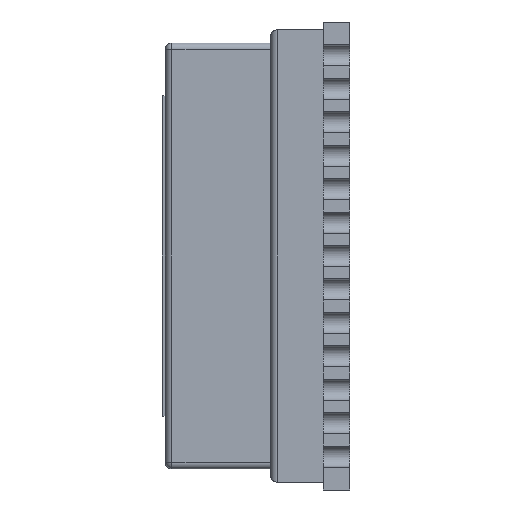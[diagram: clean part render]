
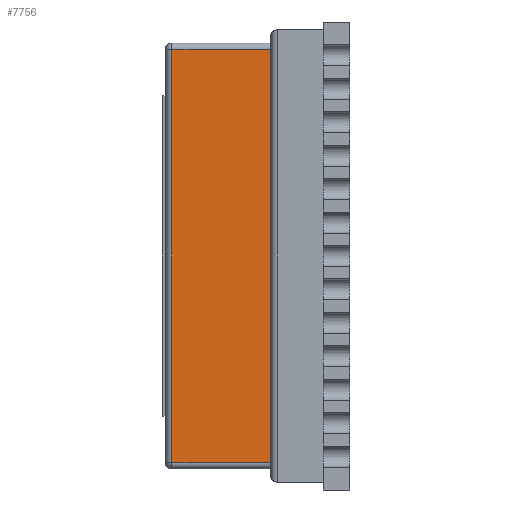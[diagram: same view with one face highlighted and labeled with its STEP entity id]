
A CAD part, left-side view. The second image highlights one B-rep face of the part: STEP entity #7756.
In plain terms, the highlighted planar face has unit normal (-1, 0, 0).
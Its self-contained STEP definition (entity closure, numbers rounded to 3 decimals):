
#698 = LINE ( 'NONE', #1507, #11600 ) ;
#1324 = CARTESIAN_POINT ( 'NONE',  ( -7.055, 3., -7.84 ) ) ;
#1507 = CARTESIAN_POINT ( 'NONE',  ( -7.055, 6.75, -8.09 ) ) ;
#1783 = VECTOR ( 'NONE', #12507, 1000. ) ;
#2784 = FACE_OUTER_BOUND ( 'NONE', #5698, .T. ) ;
#3295 = CARTESIAN_POINT ( 'NONE',  ( -7.055, 7., -8.09 ) ) ;
#3731 = EDGE_CURVE ( 'NONE', #7669, #4126, #698, .T. ) ;
#4126 = VERTEX_POINT ( 'NONE', #8866 ) ;
#4249 = VECTOR ( 'NONE', #12630, 1000. ) ;
#4438 = CARTESIAN_POINT ( 'NONE',  ( -7.055, 7., -7.84 ) ) ;
#4622 = EDGE_CURVE ( 'NONE', #11351, #9931, #12204, .T. ) ;
#5698 = EDGE_LOOP ( 'NONE', ( #9790, #8500, #11428, #6852 ) ) ;
#6365 = DIRECTION ( 'NONE',  ( 0., 0., -1. ) ) ;
#6428 = CARTESIAN_POINT ( 'NONE',  ( -7.055, 7., 7.84 ) ) ;
#6708 = CARTESIAN_POINT ( 'NONE',  ( -7.055, 3., 7.84 ) ) ;
#6852 = ORIENTED_EDGE ( 'NONE', *, *, #7805, .T. ) ;
#6983 = LINE ( 'NONE', #4438, #12650 ) ;
#7408 = DIRECTION ( 'NONE',  ( 1., 0., 0. ) ) ;
#7669 = VERTEX_POINT ( 'NONE', #13313 ) ;
#7746 = EDGE_CURVE ( 'NONE', #9931, #7669, #9245, .T. ) ;
#7756 = ADVANCED_FACE ( 'NONE', ( #2784 ), #8703, .F. ) ;
#7805 = EDGE_CURVE ( 'NONE', #4126, #11351, #6983, .T. ) ;
#8500 = ORIENTED_EDGE ( 'NONE', *, *, #7746, .T. ) ;
#8505 = CARTESIAN_POINT ( 'NONE',  ( -7.055, 3., -8.09 ) ) ;
#8703 = PLANE ( 'NONE',  #9314 ) ;
#8866 = CARTESIAN_POINT ( 'NONE',  ( -7.055, 6.75, -7.84 ) ) ;
#9245 = LINE ( 'NONE', #6428, #1783 ) ;
#9314 = AXIS2_PLACEMENT_3D ( 'NONE', #3295, #7408, #6365 ) ;
#9790 = ORIENTED_EDGE ( 'NONE', *, *, #4622, .T. ) ;
#9931 = VERTEX_POINT ( 'NONE', #6708 ) ;
#9935 = DIRECTION ( 'NONE',  ( 0., 0., -1. ) ) ;
#10604 = DIRECTION ( 'NONE',  ( 0., -1., 0. ) ) ;
#11351 = VERTEX_POINT ( 'NONE', #1324 ) ;
#11428 = ORIENTED_EDGE ( 'NONE', *, *, #3731, .T. ) ;
#11600 = VECTOR ( 'NONE', #9935, 1000. ) ;
#12204 = LINE ( 'NONE', #8505, #4249 ) ;
#12507 = DIRECTION ( 'NONE',  ( 0., 1., 0. ) ) ;
#12630 = DIRECTION ( 'NONE',  ( 0., 0., 1. ) ) ;
#12650 = VECTOR ( 'NONE', #10604, 1000. ) ;
#13313 = CARTESIAN_POINT ( 'NONE',  ( -7.055, 6.75, 7.84 ) ) ;
